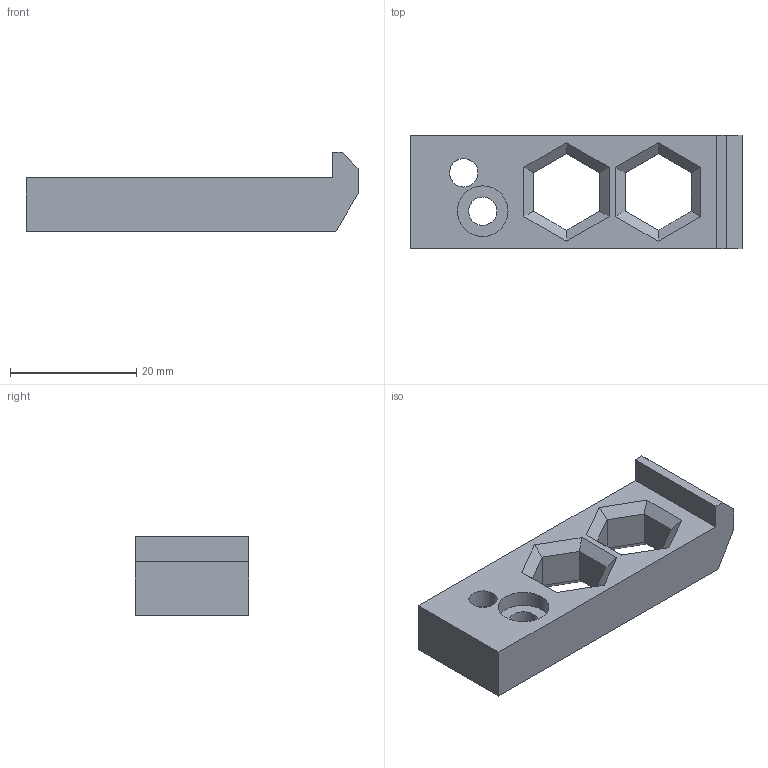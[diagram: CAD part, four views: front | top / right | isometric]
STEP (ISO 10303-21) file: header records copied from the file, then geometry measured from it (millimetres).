
FILE_DESCRIPTION(/* description */ (''),/* implementation_level */ '2;1');
FILE_NAME(/* name */ 'psu_upper_mount.step',/* time_stamp */ '2017-10-05T15:45:33+02:00',/* author */ ('gregsaun'),/* organization */ (''),/* preprocessor_version */ 'ST-DEVELOPER v16.13',/* originating_system */ 'Autodesk Translation Framework v6.5.0.72',/* authorisation */ '');
FILE_SCHEMA (('AUTOMOTIVE_DESIGN { 1 0 10303 214 3 1 1 }'));
Length unit declared in the file: millimetre
Products named in the file (1): psu_upper_mount v6
Bounding box: 52.5 x 18 x 12.5 mm (x, y, z)
Volume: 5625 mm3; surface area: 3758.1 mm2
Topology: 1 solids, 3 shells, 69 faces, 159 edges, 98 vertices
Faces by surface type: plane 66, cylinder 3
Full cylindrical faces by diameter (mm): 4.5 x2, 8 x1
Entity records: 1939 total; most frequent: CARTESIAN_POINT 327, ORIENTED_EDGE 318, DIRECTION 305, EDGE_CURVE 159, LINE 153, VECTOR 153, VERTEX_POINT 98, EDGE_LOOP 79
